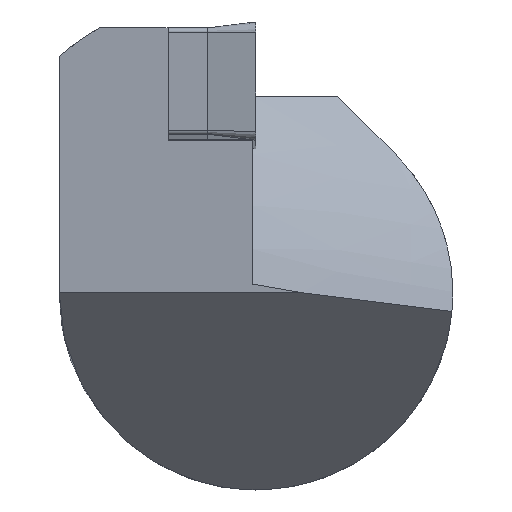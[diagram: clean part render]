
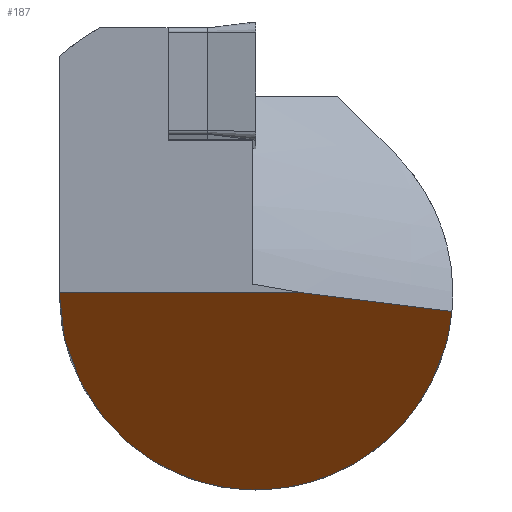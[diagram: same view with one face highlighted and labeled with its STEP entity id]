
A CAD part, top view. The second image highlights one B-rep face of the part: STEP entity #187.
In plain terms, the highlighted planar face has unit normal (0, -0.707, 0.707).
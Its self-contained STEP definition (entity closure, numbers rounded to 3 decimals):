
#94=B_SPLINE_CURVE_WITH_KNOTS('',3,(#1736,#1737,#1738,#1739,#1740,#1741,
#1742,#1743,#1744,#1745,#1746,#1747,#1748),.UNSPECIFIED.,.F.,.F.,(4,3,3,
3,4),(0.,0.255,0.511,0.766,1.),
 .UNSPECIFIED.);
#157=ELLIPSE('',#1095,22.627,16.);
#187=ADVANCED_FACE('',(#275),#230,.T.);
#230=PLANE('',#1145);
#275=FACE_OUTER_BOUND('',#336,.T.);
#336=EDGE_LOOP('',(#522,#523,#524));
#522=ORIENTED_EDGE('',*,*,#850,.F.);
#523=ORIENTED_EDGE('',*,*,#848,.F.);
#524=ORIENTED_EDGE('',*,*,#793,.T.);
#670=VERTEX_POINT('',#1523);
#694=VERTEX_POINT('',#1588);
#725=VERTEX_POINT('',#1730);
#793=EDGE_CURVE('',#670,#694,#157,.T.);
#848=EDGE_CURVE('',#670,#725,#951,.T.);
#850=EDGE_CURVE('',#725,#694,#94,.T.);
#951=LINE('',#1729,#1037);
#1037=VECTOR('',#1368,1.);
#1095=AXIS2_PLACEMENT_3D('',#1589,#1248,#1249);
#1145=AXIS2_PLACEMENT_3D('',#1749,#1371,#1372);
#1248=DIRECTION('',(0.,-0.707,0.707));
#1249=DIRECTION('',(0.,-0.707,-0.707));
#1368=DIRECTION('',(1.,0.,0.));
#1371=DIRECTION('',(0.,-0.707,0.707));
#1372=DIRECTION('',(0.,-0.707,-0.707));
#1523=CARTESIAN_POINT('',(-16.,0.,22.646));
#1588=CARTESIAN_POINT('',(15.927,-1.526,21.121));
#1589=CARTESIAN_POINT('',(0.,0.,22.646));
#1729=CARTESIAN_POINT('',(25.,0.,22.646));
#1730=CARTESIAN_POINT('',(3.686,0.,22.646));
#1736=CARTESIAN_POINT('',(3.686,0.,22.646));
#1737=CARTESIAN_POINT('',(4.729,-0.13,22.516));
#1738=CARTESIAN_POINT('',(5.771,-0.26,22.387));
#1739=CARTESIAN_POINT('',(6.813,-0.39,22.257));
#1740=CARTESIAN_POINT('',(7.855,-0.52,22.127));
#1741=CARTESIAN_POINT('',(8.897,-0.65,21.997));
#1742=CARTESIAN_POINT('',(9.939,-0.779,21.867));
#1743=CARTESIAN_POINT('',(10.981,-0.909,21.737));
#1744=CARTESIAN_POINT('',(12.023,-1.039,21.607));
#1745=CARTESIAN_POINT('',(13.066,-1.169,21.477));
#1746=CARTESIAN_POINT('',(14.019,-1.288,21.358));
#1747=CARTESIAN_POINT('',(14.973,-1.407,21.239));
#1748=CARTESIAN_POINT('',(15.927,-1.526,21.121));
#1749=CARTESIAN_POINT('',(25.,-16.,6.646));
